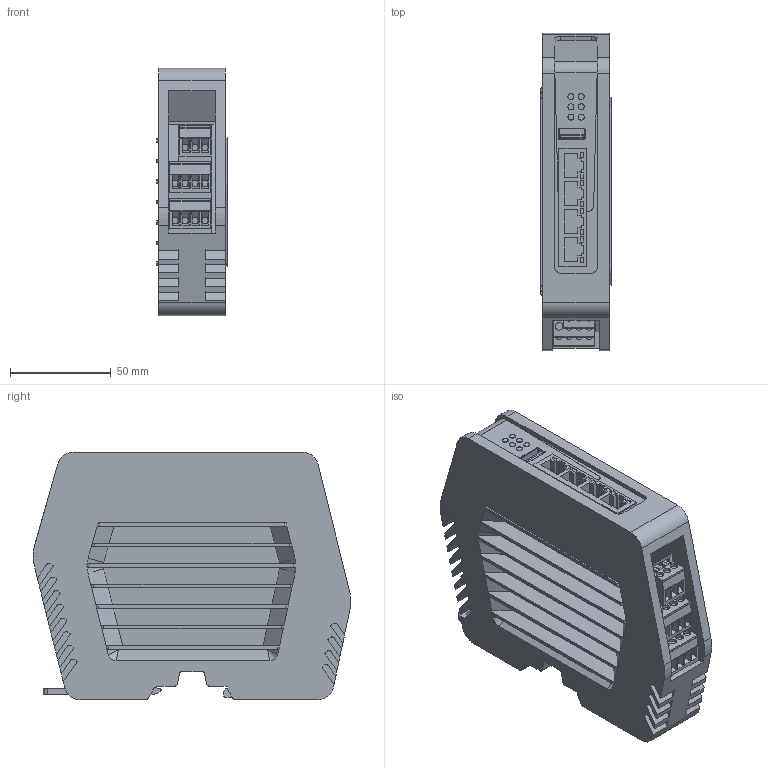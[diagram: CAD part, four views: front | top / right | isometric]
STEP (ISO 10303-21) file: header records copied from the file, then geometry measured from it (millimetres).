
FILE_DESCRIPTION(('CATIA V5 STEP Exchange','CAx-IF Rec.Pracs.--- Model Styling and Organization---1.5--- 2016-08-15','CAx-IF Rec.Pracs.---Supplemental Geometry---1.0---2011-11-01','CAx-IF Rec.Pracs.--- Composite Materials ---1.1---2010-07-15'),'2;1');
FILE_NAME ('1441541-1_2', '2024-06-11T04:17:32+00:00', ('none'), ('Weidmueller'), 'CATIA Version 5-6 Release 2022 SP4 HF5', 'CATIA V5 STEP AP214 v3', 'none');
FILE_SCHEMA(('AUTOMOTIVE_DESIGN { 1 0 10303 214 1 1 1 1 }'));
Length unit declared in the file: millimetre
Products named in the file (1): S3D_IE_SR_4GT
Bounding box: 35 x 157.9 x 122.98 mm (x, y, z)
Volume: 507186.2 mm3; surface area: 79270.8 mm2
Topology: 7 solids, 7 shells, 883 faces, 2518 edges, 1682 vertices
Faces by surface type: plane 635, cylinder 147, extrusion 93, cone 4, torus 2, bspline 2
Entity records: 31019 total; most frequent: CARTESIAN_POINT 8655, ORIENTED_EDGE 5036, DIRECTION 3350, EDGE_CURVE 2518, VECTOR 1946, LINE 1853, VERTEX_POINT 1682, EDGE_LOOP 938
